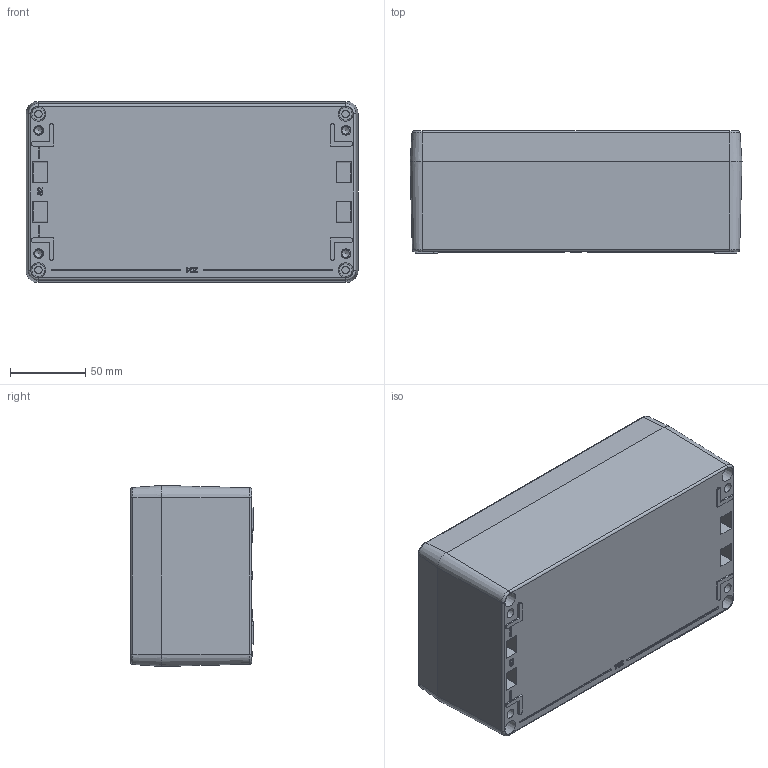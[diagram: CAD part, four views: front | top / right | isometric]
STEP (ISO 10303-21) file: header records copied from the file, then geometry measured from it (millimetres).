
FILE_DESCRIPTION(/* description */ (''),/* implementation_level */ '2;1');
FILE_NAME(/* name */ '1590Z150.stp',/* time_stamp */ '2019-07-12T15:47:54-04:00',/* author */ ('lwalsh'),/* organization */ (''),/* preprocessor_version */ 'ST-DEVELOPER v17.2',/* originating_system */ 'Autodesk Inventor 2019',/* authorisation */ '');
FILE_SCHEMA (('AUTOMOTIVE_DESIGN { 1 0 10303 214 3 1 1 }'));
Length unit declared in the file: millimetre
Products named in the file (6): 1590Z150; 1590Z150 Box; Z150LID; 1590Z150 Gasket; z150-pcb; SC564 (SCREW M6X 35mm PH)
Assembly tree (8 placements, depth 2):
  1590Z150
    1590Z150 Box
    Z150LID
    1590Z150 Gasket
    z150-pcb
    SC564 (SCREW M6X 35mm PH)  x4
Bounding box: 221 x 81.5 x 120.5 mm (x, y, z)
Volume: 522766.5 mm3; surface area: 280841.2 mm2
Topology: 8 solids, 8 shells, 766 faces, 1982 edges, 1302 vertices
Faces by surface type: plane 408, cone 178, cylinder 80, bspline 52, torus 40, sphere 8
Full cylindrical faces by diameter (mm): 4.917 x10, 5 x4, 5.28 x4, 5.6 x4, 5.88 x4, 6.5 x4, 6.528 x6, 7 x4
Entity records: 20882 total; most frequent: CARTESIAN_POINT 4466, ORIENTED_EDGE 3356, DIRECTION 3348, EDGE_CURVE 1678, AXIS2_PLACEMENT_3D 1181, VERTEX_POINT 1101, LINE 986, VECTOR 986
